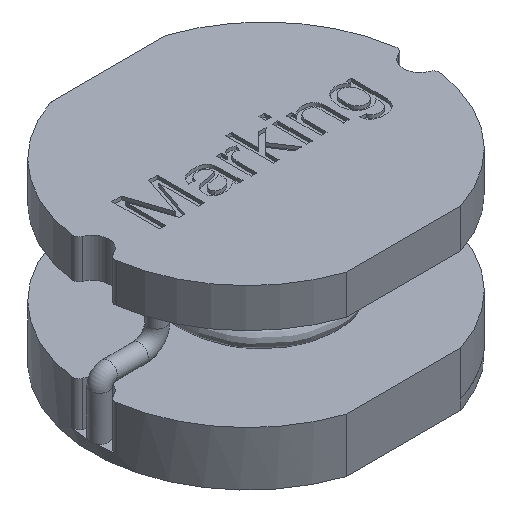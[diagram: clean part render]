
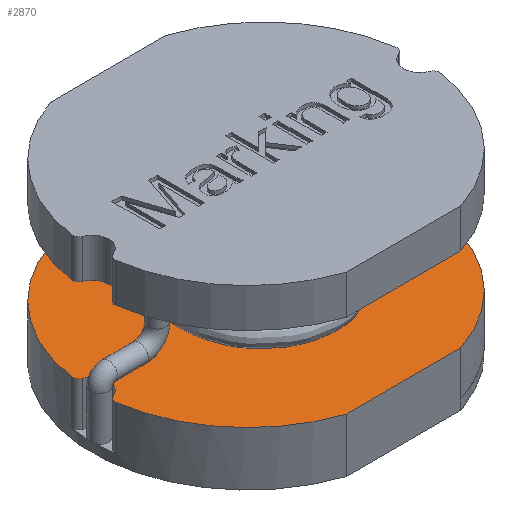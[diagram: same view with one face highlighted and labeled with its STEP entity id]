
A CAD part, isometric view. The second image highlights one B-rep face of the part: STEP entity #2870.
In plain terms, the highlighted face is planar.
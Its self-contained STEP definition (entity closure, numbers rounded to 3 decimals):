
#56=LINE('',#3749,#243);
#57=LINE('',#3761,#244);
#243=VECTOR('',#3165,1000.);
#244=VECTOR('',#3176,1000.);
#430=CIRCLE('',#2994,0.5);
#431=CIRCLE('',#2995,0.2);
#432=CIRCLE('',#2996,4.74);
#433=CIRCLE('',#2997,4.74);
#434=CIRCLE('',#2998,0.2);
#435=CIRCLE('',#2999,0.5);
#436=CIRCLE('',#3000,0.2);
#437=CIRCLE('',#3001,4.74);
#438=CIRCLE('',#3002,4.74);
#439=CIRCLE('',#3003,0.2);
#440=CIRCLE('',#3004,1.905);
#491=PLANE('',#2993);
#562=ORIENTED_EDGE('',*,*,#1168,.T.);
#563=ORIENTED_EDGE('',*,*,#1169,.F.);
#564=ORIENTED_EDGE('',*,*,#1170,.F.);
#565=ORIENTED_EDGE('',*,*,#1171,.F.);
#566=ORIENTED_EDGE('',*,*,#1172,.F.);
#567=ORIENTED_EDGE('',*,*,#1173,.F.);
#568=ORIENTED_EDGE('',*,*,#1174,.T.);
#569=ORIENTED_EDGE('',*,*,#1175,.F.);
#570=ORIENTED_EDGE('',*,*,#1176,.F.);
#571=ORIENTED_EDGE('',*,*,#1177,.F.);
#572=ORIENTED_EDGE('',*,*,#1178,.F.);
#573=ORIENTED_EDGE('',*,*,#1179,.F.);
#574=ORIENTED_EDGE('',*,*,#1180,.T.);
#1168=EDGE_CURVE('',#1471,#1472,#430,.T.);
#1169=EDGE_CURVE('',#1473,#1472,#431,.T.);
#1170=EDGE_CURVE('',#1474,#1473,#432,.T.);
#1171=EDGE_CURVE('',#1475,#1474,#56,.T.);
#1172=EDGE_CURVE('',#1476,#1475,#433,.T.);
#1173=EDGE_CURVE('',#1477,#1476,#434,.T.);
#1174=EDGE_CURVE('',#1477,#1478,#435,.T.);
#1175=EDGE_CURVE('',#1479,#1478,#436,.T.);
#1176=EDGE_CURVE('',#1480,#1479,#437,.T.);
#1177=EDGE_CURVE('',#1481,#1480,#57,.T.);
#1178=EDGE_CURVE('',#1482,#1481,#438,.T.);
#1179=EDGE_CURVE('',#1471,#1482,#439,.T.);
#1180=EDGE_CURVE('',#1483,#1483,#440,.T.);
#1471=VERTEX_POINT('',#3743);
#1472=VERTEX_POINT('',#3744);
#1473=VERTEX_POINT('',#3746);
#1474=VERTEX_POINT('',#3748);
#1475=VERTEX_POINT('',#3750);
#1476=VERTEX_POINT('',#3752);
#1477=VERTEX_POINT('',#3754);
#1478=VERTEX_POINT('',#3756);
#1479=VERTEX_POINT('',#3758);
#1480=VERTEX_POINT('',#3760);
#1481=VERTEX_POINT('',#3762);
#1482=VERTEX_POINT('',#3764);
#1483=VERTEX_POINT('',#3767);
#1738=EDGE_LOOP('',(#562,#563,#564,#565,#566,#567,#568,#569,#570,#571,#572,
#573));
#1739=EDGE_LOOP('',(#574));
#1885=FACE_BOUND('',#1738,.T.);
#1886=FACE_BOUND('',#1739,.T.);
#2870=ADVANCED_FACE('',(#1885,#1886),#491,.F.);
#2993=AXIS2_PLACEMENT_3D('',#3741,#3157,#3158);
#2994=AXIS2_PLACEMENT_3D('',#3742,#3159,#3160);
#2995=AXIS2_PLACEMENT_3D('',#3745,#3161,#3162);
#2996=AXIS2_PLACEMENT_3D('',#3747,#3163,#3164);
#2997=AXIS2_PLACEMENT_3D('',#3751,#3166,#3167);
#2998=AXIS2_PLACEMENT_3D('',#3753,#3168,#3169);
#2999=AXIS2_PLACEMENT_3D('',#3755,#3170,#3171);
#3000=AXIS2_PLACEMENT_3D('',#3757,#3172,#3173);
#3001=AXIS2_PLACEMENT_3D('',#3759,#3174,#3175);
#3002=AXIS2_PLACEMENT_3D('',#3763,#3177,#3178);
#3003=AXIS2_PLACEMENT_3D('',#3765,#3179,#3180);
#3004=AXIS2_PLACEMENT_3D('',#3766,#3181,#3182);
#3157=DIRECTION('',(0.,-1.,0.));
#3158=DIRECTION('',(0.,0.,-1.));
#3159=DIRECTION('',(0.,-1.,0.));
#3160=DIRECTION('',(0.,0.,-1.));
#3161=DIRECTION('',(0.,-1.,0.));
#3162=DIRECTION('',(0.,0.,-1.));
#3163=DIRECTION('',(0.,-1.,0.));
#3164=DIRECTION('',(1.,0.,0.));
#3165=DIRECTION('',(0.,0.,-1.));
#3166=DIRECTION('',(0.,-1.,0.));
#3167=DIRECTION('',(1.,0.,0.));
#3168=DIRECTION('',(0.,-1.,0.));
#3169=DIRECTION('',(0.,0.,-1.));
#3170=DIRECTION('',(0.,-1.,0.));
#3171=DIRECTION('',(0.,0.,-1.));
#3172=DIRECTION('',(0.,-1.,0.));
#3173=DIRECTION('',(0.,0.,-1.));
#3174=DIRECTION('',(0.,-1.,0.));
#3175=DIRECTION('',(1.,0.,0.));
#3176=DIRECTION('',(0.,0.,1.));
#3177=DIRECTION('',(0.,-1.,0.));
#3178=DIRECTION('',(1.,0.,0.));
#3179=DIRECTION('',(0.,-1.,0.));
#3180=DIRECTION('',(0.,0.,-1.));
#3181=DIRECTION('',(0.,-1.,0.));
#3182=DIRECTION('',(0.,0.,-1.));
#3741=CARTESIAN_POINT('',(0.,0.,-0.26));
#3742=CARTESIAN_POINT('',(0.,0.,-5.));
#3743=CARTESIAN_POINT('',(0.468,0.,-4.823));
#3744=CARTESIAN_POINT('',(-0.468,0.,-4.823));
#3745=CARTESIAN_POINT('',(-0.655,0.,-4.753));
#3746=CARTESIAN_POINT('',(-0.684,0.,-4.95));
#3747=CARTESIAN_POINT('',(0.,0.,-0.26));
#3748=CARTESIAN_POINT('',(-4.5,0.,-1.75));
#3749=CARTESIAN_POINT('',(-4.5,0.,1.75));
#3750=CARTESIAN_POINT('',(-4.5,0.,1.75));
#3751=CARTESIAN_POINT('',(0.,0.,0.26));
#3752=CARTESIAN_POINT('',(-0.684,0.,4.95));
#3753=CARTESIAN_POINT('',(-0.655,0.,4.753));
#3754=CARTESIAN_POINT('',(-0.468,0.,4.823));
#3755=CARTESIAN_POINT('',(0.,0.,5.));
#3756=CARTESIAN_POINT('',(0.468,0.,4.823));
#3757=CARTESIAN_POINT('',(0.655,0.,4.753));
#3758=CARTESIAN_POINT('',(0.684,0.,4.95));
#3759=CARTESIAN_POINT('',(0.,0.,0.26));
#3760=CARTESIAN_POINT('',(4.5,0.,1.75));
#3761=CARTESIAN_POINT('',(4.5,0.,-1.75));
#3762=CARTESIAN_POINT('',(4.5,0.,-1.75));
#3763=CARTESIAN_POINT('',(0.,0.,-0.26));
#3764=CARTESIAN_POINT('',(0.684,0.,-4.95));
#3765=CARTESIAN_POINT('',(0.655,0.,-4.753));
#3766=CARTESIAN_POINT('',(0.,0.,0.));
#3767=CARTESIAN_POINT('',(0.,0.,-1.905));
